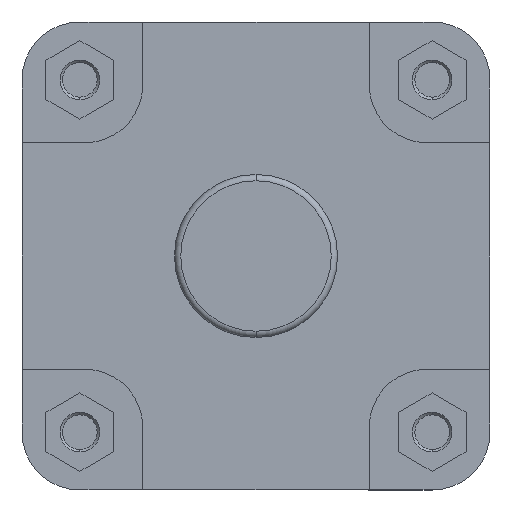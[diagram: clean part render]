
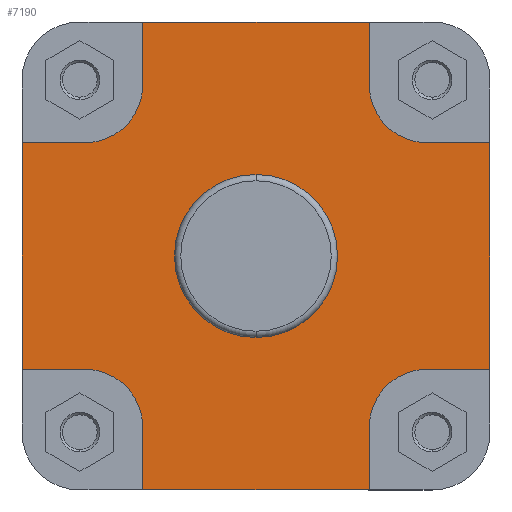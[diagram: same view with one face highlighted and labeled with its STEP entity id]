
A CAD part, left-side view. The second image highlights one B-rep face of the part: STEP entity #7190.
In plain terms, the highlighted planar face has unit normal (-1, 0, 0).
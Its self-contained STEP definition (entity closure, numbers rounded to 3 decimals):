
#238 = ORIENTED_EDGE ( 'NONE', *, *, #1636, .F. ) ;
#241 = ORIENTED_EDGE ( 'NONE', *, *, #1685, .F. ) ;
#242 = ORIENTED_EDGE ( 'NONE', *, *, #1682, .T. ) ;
#243 = ORIENTED_EDGE ( 'NONE', *, *, #1688, .F. ) ;
#244 = ORIENTED_EDGE ( 'NONE', *, *, #1699, .F. ) ;
#245 = ORIENTED_EDGE ( 'NONE', *, *, #1196, .F. ) ;
#247 = ORIENTED_EDGE ( 'NONE', *, *, #1725, .F. ) ;
#248 = ORIENTED_EDGE ( 'NONE', *, *, #1627, .F. ) ;
#249 = ORIENTED_EDGE ( 'NONE', *, *, #1634, .F. ) ;
#276 = ORIENTED_EDGE ( 'NONE', *, *, #3239, .F. ) ;
#278 = ORIENTED_EDGE ( 'NONE', *, *, #1684, .F. ) ;
#279 = ORIENTED_EDGE ( 'NONE', *, *, #1639, .T. ) ;
#280 = ORIENTED_EDGE ( 'NONE', *, *, #1637, .F. ) ;
#285 = ORIENTED_EDGE ( 'NONE', *, *, #1635, .F. ) ;
#288 = ORIENTED_EDGE ( 'NONE', *, *, #1632, .F. ) ;
#292 = ORIENTED_EDGE ( 'NONE', *, *, #1638, .F. ) ;
#293 = ORIENTED_EDGE ( 'NONE', *, *, #1726, .F. ) ;
#294 = ORIENTED_EDGE ( 'NONE', *, *, #1633, .F. ) ;
#743 = CARTESIAN_POINT ( 'NONE',  ( 55., 32.4, 0. ) ) ;
#744 = PLANE ( 'NONE',  #2182 ) ;
#745 = DIRECTION ( 'NONE',  ( 1., 0., 0. ) ) ;
#746 = DIRECTION ( 'NONE',  ( 0., 0., -1. ) ) ;
#1066 = VERTEX_POINT ( 'NONE', #4870 ) ;
#1067 = VERTEX_POINT ( 'NONE', #4871 ) ;
#1074 = VERTEX_POINT ( 'NONE', #4878 ) ;
#1075 = VERTEX_POINT ( 'NONE', #4879 ) ;
#1096 = VERTEX_POINT ( 'NONE', #4900 ) ;
#1097 = VERTEX_POINT ( 'NONE', #4901 ) ;
#1109 = VERTEX_POINT ( 'NONE', #4913 ) ;
#1112 = VERTEX_POINT ( 'NONE', #4916 ) ;
#1114 = VERTEX_POINT ( 'NONE', #4918 ) ;
#1121 = VERTEX_POINT ( 'NONE', #4925 ) ;
#1130 = VERTEX_POINT ( 'NONE', #4934 ) ;
#1133 = VERTEX_POINT ( 'NONE', #4937 ) ;
#1138 = VERTEX_POINT ( 'NONE', #4942 ) ;
#1143 = VERTEX_POINT ( 'NONE', #4947 ) ;
#1146 = VERTEX_POINT ( 'NONE', #4950 ) ;
#1196 = EDGE_CURVE ( 'NONE', #1112, #1114, #6769, .T. ) ;
#1627 = EDGE_CURVE ( 'NONE', #4567, #1146, #2554, .T. ) ;
#1632 = EDGE_CURVE ( 'NONE', #1074, #4549, #2575, .T. ) ;
#1633 = EDGE_CURVE ( 'NONE', #1109, #1138, #2574, .T. ) ;
#1634 = EDGE_CURVE ( 'NONE', #1133, #4567, #2576, .T. ) ;
#1635 = EDGE_CURVE ( 'NONE', #1146, #1075, #2579, .T. ) ;
#1636 = EDGE_CURVE ( 'NONE', #4548, #1109, #2578, .T. ) ;
#1637 = EDGE_CURVE ( 'NONE', #1075, #4548, #2580, .T. ) ;
#1638 = EDGE_CURVE ( 'NONE', #1143, #1097, #2582, .T. ) ;
#1639 = EDGE_CURVE ( 'NONE', #1096, #1097, #2584, .T. ) ;
#1682 = EDGE_CURVE ( 'NONE', #1130, #1066, #2630, .T. ) ;
#1684 = EDGE_CURVE ( 'NONE', #1096, #1121, #2662, .T. ) ;
#1685 = EDGE_CURVE ( 'NONE', #1121, #1067, #2667, .T. ) ;
#1688 = EDGE_CURVE ( 'NONE', #1067, #1066, #2670, .T. ) ;
#1699 = EDGE_CURVE ( 'NONE', #1114, #1112, #2687, .T. ) ;
#1725 = EDGE_CURVE ( 'NONE', #4549, #1133, #2727, .T. ) ;
#1726 = EDGE_CURVE ( 'NONE', #1138, #1143, #2731, .T. ) ;
#1767 = AXIS2_PLACEMENT_3D ( 'NONE', #4972, #4976, #4977 ) ;
#1899 = AXIS2_PLACEMENT_3D ( 'NONE', #3380, #3381, #3382 ) ;
#1902 = AXIS2_PLACEMENT_3D ( 'NONE', #3383, #3387, #3388 ) ;
#1909 = AXIS2_PLACEMENT_3D ( 'NONE', #3498, #3500, #3501 ) ;
#1916 = AXIS2_PLACEMENT_3D ( 'NONE', #3524, #3531, #3532 ) ;
#1932 = AXIS2_PLACEMENT_3D ( 'NONE', #3572, #3598, #3599 ) ;
#2182 = AXIS2_PLACEMENT_3D ( 'NONE', #743, #745, #746 ) ;
#2554 = LINE ( 'NONE', #3369, #2560 ) ;
#2560 = VECTOR ( 'NONE', #3370, 1000. ) ;
#2569 = VECTOR ( 'NONE', #3384, 1000. ) ;
#2572 = VECTOR ( 'NONE', #3390, 1000. ) ;
#2574 = LINE ( 'NONE', #3377, #2569 ) ;
#2575 = CIRCLE ( 'NONE', #1899, 23. ) ;
#2576 = LINE ( 'NONE', #3385, #2577 ) ;
#2577 = VECTOR ( 'NONE', #3386, 1000. ) ;
#2578 = LINE ( 'NONE', #3375, #2572 ) ;
#2579 = CIRCLE ( 'NONE', #1902, 23. ) ;
#2580 = LINE ( 'NONE', #3391, #2581 ) ;
#2581 = VECTOR ( 'NONE', #3392, 1000. ) ;
#2582 = LINE ( 'NONE', #3393, #2583 ) ;
#2583 = VECTOR ( 'NONE', #3394, 1000. ) ;
#2584 = LINE ( 'NONE', #3395, #2585 ) ;
#2585 = VECTOR ( 'NONE', #3396, 1000. ) ;
#2630 = LINE ( 'NONE', #3480, #2659 ) ;
#2659 = VECTOR ( 'NONE', #3492, 1000. ) ;
#2662 = LINE ( 'NONE', #3496, #2663 ) ;
#2663 = VECTOR ( 'NONE', #3497, 1000. ) ;
#2667 = CIRCLE ( 'NONE', #1909, 23. ) ;
#2670 = LINE ( 'NONE', #3507, #2671 ) ;
#2671 = VECTOR ( 'NONE', #3508, 1000. ) ;
#2687 = CIRCLE ( 'NONE', #1916, 32.4 ) ;
#2727 = LINE ( 'NONE', #3596, #2728 ) ;
#2728 = VECTOR ( 'NONE', #3597, 1000. ) ;
#2731 = CIRCLE ( 'NONE', #1932, 23. ) ;
#2756 = LINE ( 'NONE', #3629, #2760 ) ;
#2760 = VECTOR ( 'NONE', #3642, 1000. ) ;
#3186 = FACE_BOUND ( 'NONE', #5918, .T. ) ;
#3198 = FACE_OUTER_BOUND ( 'NONE', #5884, .T. ) ;
#3239 = EDGE_CURVE ( 'NONE', #1130, #1074, #2756, .T. ) ;
#3369 = CARTESIAN_POINT ( 'NONE',  ( 55., 93., 45. ) ) ;
#3370 = DIRECTION ( 'NONE',  ( 0., -1., 0. ) ) ;
#3375 = CARTESIAN_POINT ( 'NONE',  ( 55., -204.741, 93. ) ) ;
#3377 = CARTESIAN_POINT ( 'NONE',  ( 55., -45., 93. ) ) ;
#3380 = CARTESIAN_POINT ( 'NONE',  ( 55., 68., -68. ) ) ;
#3381 = DIRECTION ( 'NONE',  ( -1., 0., 0. ) ) ;
#3382 = DIRECTION ( 'NONE',  ( 0., 0., -1. ) ) ;
#3383 = CARTESIAN_POINT ( 'NONE',  ( 55., 68., 68. ) ) ;
#3384 = DIRECTION ( 'NONE',  ( 0., 0., -1. ) ) ;
#3385 = CARTESIAN_POINT ( 'NONE',  ( 55., 93., 0. ) ) ;
#3386 = DIRECTION ( 'NONE',  ( 0., 0., 1. ) ) ;
#3387 = DIRECTION ( 'NONE',  ( -1., 0., 0. ) ) ;
#3388 = DIRECTION ( 'NONE',  ( 0., 0., -1. ) ) ;
#3390 = DIRECTION ( 'NONE',  ( 0., -1., 0. ) ) ;
#3391 = CARTESIAN_POINT ( 'NONE',  ( 55., 45., 68. ) ) ;
#3392 = DIRECTION ( 'NONE',  ( 0., 0., 1. ) ) ;
#3393 = CARTESIAN_POINT ( 'NONE',  ( 55., -68., 45. ) ) ;
#3394 = DIRECTION ( 'NONE',  ( 0., -1., 0. ) ) ;
#3395 = CARTESIAN_POINT ( 'NONE',  ( 55., -93., 0. ) ) ;
#3396 = DIRECTION ( 'NONE',  ( 0., 0., 1. ) ) ;
#3480 = CARTESIAN_POINT ( 'NONE',  ( 55., -204.741, -93. ) ) ;
#3492 = DIRECTION ( 'NONE',  ( 0., -1., 0. ) ) ;
#3496 = CARTESIAN_POINT ( 'NONE',  ( 55., -93., -45. ) ) ;
#3497 = DIRECTION ( 'NONE',  ( 0., 1., 0. ) ) ;
#3498 = CARTESIAN_POINT ( 'NONE',  ( 55., -68., -68. ) ) ;
#3500 = DIRECTION ( 'NONE',  ( -1., 0., 0. ) ) ;
#3501 = DIRECTION ( 'NONE',  ( 0., 0., -1. ) ) ;
#3507 = CARTESIAN_POINT ( 'NONE',  ( 55., -45., -68. ) ) ;
#3508 = DIRECTION ( 'NONE',  ( 0., 0., -1. ) ) ;
#3524 = CARTESIAN_POINT ( 'NONE',  ( 55., 0., 0. ) ) ;
#3531 = DIRECTION ( 'NONE',  ( -1., 0., 0. ) ) ;
#3532 = DIRECTION ( 'NONE',  ( 0., 0., 1. ) ) ;
#3572 = CARTESIAN_POINT ( 'NONE',  ( 55., -68., 68. ) ) ;
#3596 = CARTESIAN_POINT ( 'NONE',  ( 55., 68., -45. ) ) ;
#3597 = DIRECTION ( 'NONE',  ( 0., 1., 0. ) ) ;
#3598 = DIRECTION ( 'NONE',  ( -1., 0., 0. ) ) ;
#3599 = DIRECTION ( 'NONE',  ( 0., 0., -1. ) ) ;
#3629 = CARTESIAN_POINT ( 'NONE',  ( 55., 45., -93. ) ) ;
#3642 = DIRECTION ( 'NONE',  ( 0., 0., 1. ) ) ;
#3643 = CARTESIAN_POINT ( 'NONE',  ( 55., 45., 93. ) ) ;
#3644 = CARTESIAN_POINT ( 'NONE',  ( 55., 68., -45. ) ) ;
#3663 = CARTESIAN_POINT ( 'NONE',  ( 55., 93., 45. ) ) ;
#4548 = VERTEX_POINT ( 'NONE', #3643 ) ;
#4549 = VERTEX_POINT ( 'NONE', #3644 ) ;
#4567 = VERTEX_POINT ( 'NONE', #3663 ) ;
#4870 = CARTESIAN_POINT ( 'NONE',  ( 55., -45., -93. ) ) ;
#4871 = CARTESIAN_POINT ( 'NONE',  ( 55., -45., -68. ) ) ;
#4878 = CARTESIAN_POINT ( 'NONE',  ( 55., 45., -68. ) ) ;
#4879 = CARTESIAN_POINT ( 'NONE',  ( 55., 45., 68. ) ) ;
#4900 = CARTESIAN_POINT ( 'NONE',  ( 55., -93., -45. ) ) ;
#4901 = CARTESIAN_POINT ( 'NONE',  ( 55., -93., 45. ) ) ;
#4913 = CARTESIAN_POINT ( 'NONE',  ( 55., -45., 93. ) ) ;
#4916 = CARTESIAN_POINT ( 'NONE',  ( 55., 0., 32.4 ) ) ;
#4918 = CARTESIAN_POINT ( 'NONE',  ( 55., 0., -32.4 ) ) ;
#4925 = CARTESIAN_POINT ( 'NONE',  ( 55., -68., -45. ) ) ;
#4934 = CARTESIAN_POINT ( 'NONE',  ( 55., 45., -93. ) ) ;
#4937 = CARTESIAN_POINT ( 'NONE',  ( 55., 93., -45. ) ) ;
#4942 = CARTESIAN_POINT ( 'NONE',  ( 55., -45., 68. ) ) ;
#4947 = CARTESIAN_POINT ( 'NONE',  ( 55., -68., 45. ) ) ;
#4950 = CARTESIAN_POINT ( 'NONE',  ( 55., 68., 45. ) ) ;
#4972 = CARTESIAN_POINT ( 'NONE',  ( 55., 0., 0. ) ) ;
#4976 = DIRECTION ( 'NONE',  ( -1., 0., 0. ) ) ;
#4977 = DIRECTION ( 'NONE',  ( 0., 0., 1. ) ) ;
#5884 = EDGE_LOOP ( 'NONE', ( #242, #243, #241, #278, #279, #292, #293, #294, #238, #280, #285, #248, #249, #247, #288, #276 ) ) ;
#5918 = EDGE_LOOP ( 'NONE', ( #245, #244 ) ) ;
#6769 = CIRCLE ( 'NONE', #1767, 32.4 ) ;
#7190 = ADVANCED_FACE ( 'NONE', ( #3186, #3198 ), #744, .F. ) ;
